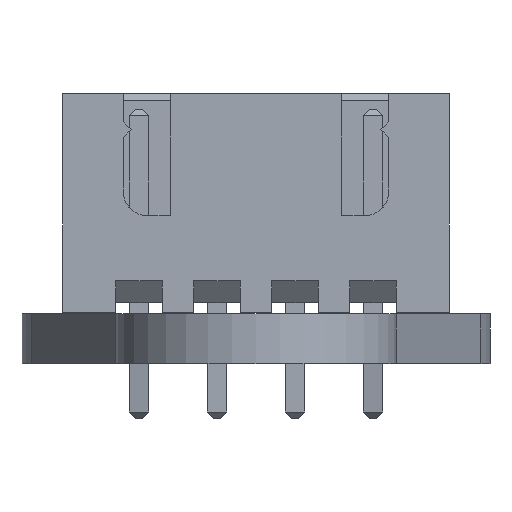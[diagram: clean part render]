
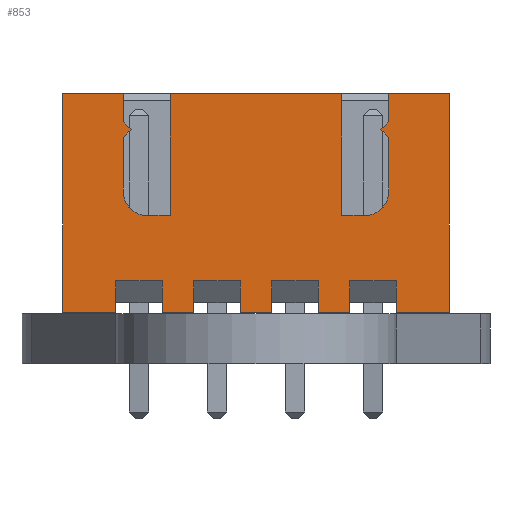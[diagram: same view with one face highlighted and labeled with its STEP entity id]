
A CAD part, front view. The second image highlights one B-rep face of the part: STEP entity #853.
In plain terms, the highlighted face is planar.
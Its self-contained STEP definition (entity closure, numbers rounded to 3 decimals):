
#202 = VERTEX_POINT('',#203);
#203 = CARTESIAN_POINT('',(-2.45,2.35,0.));
#211 = EDGE_CURVE('',#202,#212,#214,.T.);
#212 = VERTEX_POINT('',#213);
#213 = CARTESIAN_POINT('',(-2.45,2.35,7.));
#214 = LINE('',#215,#216);
#215 = CARTESIAN_POINT('',(-2.45,2.35,0.));
#216 = VECTOR('',#217,1.);
#217 = DIRECTION('',(0.,0.,1.));
#467 = VERTEX_POINT('',#468);
#468 = CARTESIAN_POINT('',(9.95,2.35,0.));
#510 = VERTEX_POINT('',#511);
#511 = CARTESIAN_POINT('',(9.95,2.35,7.));
#517 = EDGE_CURVE('',#467,#510,#518,.T.);
#518 = LINE('',#519,#520);
#519 = CARTESIAN_POINT('',(9.95,2.35,0.));
#520 = VECTOR('',#521,1.);
#521 = DIRECTION('',(0.,0.,1.));
#622 = EDGE_CURVE('',#623,#202,#625,.T.);
#623 = VERTEX_POINT('',#624);
#624 = CARTESIAN_POINT('',(-0.75,2.35,0.));
#625 = LINE('',#626,#627);
#626 = CARTESIAN_POINT('',(9.95,2.35,0.));
#627 = VECTOR('',#628,1.);
#628 = DIRECTION('',(-1.,0.,0.));
#835 = VERTEX_POINT('',#836);
#836 = CARTESIAN_POINT('',(-0.5,2.35,7.));
#842 = EDGE_CURVE('',#835,#212,#843,.T.);
#843 = LINE('',#844,#845);
#844 = CARTESIAN_POINT('',(9.95,2.35,7.));
#845 = VECTOR('',#846,1.);
#846 = DIRECTION('',(-1.,0.,0.));
#853 = ADVANCED_FACE('',(#854),#1114,.F.);
#854 = FACE_BOUND('',#855,.F.);
#855 = EDGE_LOOP('',(#856,#864,#865,#873,#881,#889,#897,#905,#914,#922,
    #930,#938,#946,#954,#963,#971,#979,#987,#993,#994,#995,#996,#1004,
    #1012,#1020,#1028,#1036,#1044,#1052,#1060,#1068,#1076,#1084,#1092,
    #1100,#1108));
#856 = ORIENTED_EDGE('',*,*,#857,.F.);
#857 = EDGE_CURVE('',#467,#858,#860,.T.);
#858 = VERTEX_POINT('',#859);
#859 = CARTESIAN_POINT('',(8.25,2.35,0.));
#860 = LINE('',#861,#862);
#861 = CARTESIAN_POINT('',(9.95,2.35,0.));
#862 = VECTOR('',#863,1.);
#863 = DIRECTION('',(-1.,0.,0.));
#864 = ORIENTED_EDGE('',*,*,#517,.T.);
#865 = ORIENTED_EDGE('',*,*,#866,.T.);
#866 = EDGE_CURVE('',#510,#867,#869,.T.);
#867 = VERTEX_POINT('',#868);
#868 = CARTESIAN_POINT('',(8.,2.35,7.));
#869 = LINE('',#870,#871);
#870 = CARTESIAN_POINT('',(9.95,2.35,7.));
#871 = VECTOR('',#872,1.);
#872 = DIRECTION('',(-1.,0.,0.));
#873 = ORIENTED_EDGE('',*,*,#874,.F.);
#874 = EDGE_CURVE('',#875,#867,#877,.T.);
#875 = VERTEX_POINT('',#876);
#876 = CARTESIAN_POINT('',(8.,2.35,6.1));
#877 = LINE('',#878,#879);
#878 = CARTESIAN_POINT('',(8.,2.35,6.1));
#879 = VECTOR('',#880,1.);
#880 = DIRECTION('',(0.,0.,1.));
#881 = ORIENTED_EDGE('',*,*,#882,.F.);
#882 = EDGE_CURVE('',#883,#875,#885,.T.);
#883 = VERTEX_POINT('',#884);
#884 = CARTESIAN_POINT('',(7.75,2.35,5.85));
#885 = LINE('',#886,#887);
#886 = CARTESIAN_POINT('',(7.75,2.35,5.85));
#887 = VECTOR('',#888,1.);
#888 = DIRECTION('',(0.707,0.,0.707)
  );
#889 = ORIENTED_EDGE('',*,*,#890,.F.);
#890 = EDGE_CURVE('',#891,#883,#893,.T.);
#891 = VERTEX_POINT('',#892);
#892 = CARTESIAN_POINT('',(8.,2.35,5.6));
#893 = LINE('',#894,#895);
#894 = CARTESIAN_POINT('',(8.,2.35,5.6));
#895 = VECTOR('',#896,1.);
#896 = DIRECTION('',(-0.707,0.,0.707)
  );
#897 = ORIENTED_EDGE('',*,*,#898,.F.);
#898 = EDGE_CURVE('',#899,#891,#901,.T.);
#899 = VERTEX_POINT('',#900);
#900 = CARTESIAN_POINT('',(8.,2.35,3.85));
#901 = LINE('',#902,#903);
#902 = CARTESIAN_POINT('',(8.,2.35,3.1));
#903 = VECTOR('',#904,1.);
#904 = DIRECTION('',(0.,0.,1.));
#905 = ORIENTED_EDGE('',*,*,#906,.F.);
#906 = EDGE_CURVE('',#907,#899,#909,.T.);
#907 = VERTEX_POINT('',#908);
#908 = CARTESIAN_POINT('',(7.25,2.35,3.1));
#909 = CIRCLE('',#910,0.75);
#910 = AXIS2_PLACEMENT_3D('',#911,#912,#913);
#911 = CARTESIAN_POINT('',(7.25,2.35,3.85));
#912 = DIRECTION('',(0.,-1.,0.));
#913 = DIRECTION('',(0.,0.,1.));
#914 = ORIENTED_EDGE('',*,*,#915,.F.);
#915 = EDGE_CURVE('',#916,#907,#918,.T.);
#916 = VERTEX_POINT('',#917);
#917 = CARTESIAN_POINT('',(6.5,2.35,3.1));
#918 = LINE('',#919,#920);
#919 = CARTESIAN_POINT('',(6.5,2.35,3.1));
#920 = VECTOR('',#921,1.);
#921 = DIRECTION('',(1.,0.,0.));
#922 = ORIENTED_EDGE('',*,*,#923,.F.);
#923 = EDGE_CURVE('',#924,#916,#926,.T.);
#924 = VERTEX_POINT('',#925);
#925 = CARTESIAN_POINT('',(6.5,2.35,7.));
#926 = LINE('',#927,#928);
#927 = CARTESIAN_POINT('',(6.5,2.35,7.));
#928 = VECTOR('',#929,1.);
#929 = DIRECTION('',(-0.,0.,-1.));
#930 = ORIENTED_EDGE('',*,*,#931,.T.);
#931 = EDGE_CURVE('',#924,#932,#934,.T.);
#932 = VERTEX_POINT('',#933);
#933 = CARTESIAN_POINT('',(1.,2.35,7.));
#934 = LINE('',#935,#936);
#935 = CARTESIAN_POINT('',(9.95,2.35,7.));
#936 = VECTOR('',#937,1.);
#937 = DIRECTION('',(-1.,0.,0.));
#938 = ORIENTED_EDGE('',*,*,#939,.T.);
#939 = EDGE_CURVE('',#932,#940,#942,.T.);
#940 = VERTEX_POINT('',#941);
#941 = CARTESIAN_POINT('',(1.,2.35,3.1));
#942 = LINE('',#943,#944);
#943 = CARTESIAN_POINT('',(1.,2.35,7.));
#944 = VECTOR('',#945,1.);
#945 = DIRECTION('',(-0.,0.,-1.));
#946 = ORIENTED_EDGE('',*,*,#947,.T.);
#947 = EDGE_CURVE('',#940,#948,#950,.T.);
#948 = VERTEX_POINT('',#949);
#949 = CARTESIAN_POINT('',(0.25,2.35,3.1));
#950 = LINE('',#951,#952);
#951 = CARTESIAN_POINT('',(1.,2.35,3.1));
#952 = VECTOR('',#953,1.);
#953 = DIRECTION('',(-1.,0.,0.));
#954 = ORIENTED_EDGE('',*,*,#955,.T.);
#955 = EDGE_CURVE('',#948,#956,#958,.T.);
#956 = VERTEX_POINT('',#957);
#957 = CARTESIAN_POINT('',(-0.5,2.35,3.85));
#958 = CIRCLE('',#959,0.75);
#959 = AXIS2_PLACEMENT_3D('',#960,#961,#962);
#960 = CARTESIAN_POINT('',(0.25,2.35,3.85));
#961 = DIRECTION('',(0.,1.,-0.));
#962 = DIRECTION('',(0.,0.,1.));
#963 = ORIENTED_EDGE('',*,*,#964,.T.);
#964 = EDGE_CURVE('',#956,#965,#967,.T.);
#965 = VERTEX_POINT('',#966);
#966 = CARTESIAN_POINT('',(-0.5,2.35,5.6));
#967 = LINE('',#968,#969);
#968 = CARTESIAN_POINT('',(-0.5,2.35,3.1));
#969 = VECTOR('',#970,1.);
#970 = DIRECTION('',(0.,0.,1.));
#971 = ORIENTED_EDGE('',*,*,#972,.T.);
#972 = EDGE_CURVE('',#965,#973,#975,.T.);
#973 = VERTEX_POINT('',#974);
#974 = CARTESIAN_POINT('',(-0.25,2.35,5.85));
#975 = LINE('',#976,#977);
#976 = CARTESIAN_POINT('',(-0.5,2.35,5.6));
#977 = VECTOR('',#978,1.);
#978 = DIRECTION('',(0.707,0.,0.707)
  );
#979 = ORIENTED_EDGE('',*,*,#980,.T.);
#980 = EDGE_CURVE('',#973,#981,#983,.T.);
#981 = VERTEX_POINT('',#982);
#982 = CARTESIAN_POINT('',(-0.5,2.35,6.1));
#983 = LINE('',#984,#985);
#984 = CARTESIAN_POINT('',(-0.25,2.35,5.85));
#985 = VECTOR('',#986,1.);
#986 = DIRECTION('',(-0.707,0.,0.707)
  );
#987 = ORIENTED_EDGE('',*,*,#988,.T.);
#988 = EDGE_CURVE('',#981,#835,#989,.T.);
#989 = LINE('',#990,#991);
#990 = CARTESIAN_POINT('',(-0.5,2.35,6.1));
#991 = VECTOR('',#992,1.);
#992 = DIRECTION('',(0.,0.,1.));
#993 = ORIENTED_EDGE('',*,*,#842,.T.);
#994 = ORIENTED_EDGE('',*,*,#211,.F.);
#995 = ORIENTED_EDGE('',*,*,#622,.F.);
#996 = ORIENTED_EDGE('',*,*,#997,.T.);
#997 = EDGE_CURVE('',#623,#998,#1000,.T.);
#998 = VERTEX_POINT('',#999);
#999 = CARTESIAN_POINT('',(-0.75,2.35,1.));
#1000 = LINE('',#1001,#1002);
#1001 = CARTESIAN_POINT('',(-0.75,2.35,0.));
#1002 = VECTOR('',#1003,1.);
#1003 = DIRECTION('',(0.,0.,1.));
#1004 = ORIENTED_EDGE('',*,*,#1005,.F.);
#1005 = EDGE_CURVE('',#1006,#998,#1008,.T.);
#1006 = VERTEX_POINT('',#1007);
#1007 = CARTESIAN_POINT('',(0.75,2.35,1.));
#1008 = LINE('',#1009,#1010);
#1009 = CARTESIAN_POINT('',(0.75,2.35,1.));
#1010 = VECTOR('',#1011,1.);
#1011 = DIRECTION('',(-1.,0.,0.));
#1012 = ORIENTED_EDGE('',*,*,#1013,.F.);
#1013 = EDGE_CURVE('',#1014,#1006,#1016,.T.);
#1014 = VERTEX_POINT('',#1015);
#1015 = CARTESIAN_POINT('',(0.75,2.35,0.));
#1016 = LINE('',#1017,#1018);
#1017 = CARTESIAN_POINT('',(0.75,2.35,0.));
#1018 = VECTOR('',#1019,1.);
#1019 = DIRECTION('',(0.,0.,1.));
#1020 = ORIENTED_EDGE('',*,*,#1021,.F.);
#1021 = EDGE_CURVE('',#1022,#1014,#1024,.T.);
#1022 = VERTEX_POINT('',#1023);
#1023 = CARTESIAN_POINT('',(1.75,2.35,0.));
#1024 = LINE('',#1025,#1026);
#1025 = CARTESIAN_POINT('',(9.95,2.35,0.));
#1026 = VECTOR('',#1027,1.);
#1027 = DIRECTION('',(-1.,0.,0.));
#1028 = ORIENTED_EDGE('',*,*,#1029,.T.);
#1029 = EDGE_CURVE('',#1022,#1030,#1032,.T.);
#1030 = VERTEX_POINT('',#1031);
#1031 = CARTESIAN_POINT('',(1.75,2.35,1.));
#1032 = LINE('',#1033,#1034);
#1033 = CARTESIAN_POINT('',(1.75,2.35,0.));
#1034 = VECTOR('',#1035,1.);
#1035 = DIRECTION('',(0.,0.,1.));
#1036 = ORIENTED_EDGE('',*,*,#1037,.F.);
#1037 = EDGE_CURVE('',#1038,#1030,#1040,.T.);
#1038 = VERTEX_POINT('',#1039);
#1039 = CARTESIAN_POINT('',(3.25,2.35,1.));
#1040 = LINE('',#1041,#1042);
#1041 = CARTESIAN_POINT('',(3.25,2.35,1.));
#1042 = VECTOR('',#1043,1.);
#1043 = DIRECTION('',(-1.,0.,0.));
#1044 = ORIENTED_EDGE('',*,*,#1045,.F.);
#1045 = EDGE_CURVE('',#1046,#1038,#1048,.T.);
#1046 = VERTEX_POINT('',#1047);
#1047 = CARTESIAN_POINT('',(3.25,2.35,0.));
#1048 = LINE('',#1049,#1050);
#1049 = CARTESIAN_POINT('',(3.25,2.35,0.));
#1050 = VECTOR('',#1051,1.);
#1051 = DIRECTION('',(0.,0.,1.));
#1052 = ORIENTED_EDGE('',*,*,#1053,.F.);
#1053 = EDGE_CURVE('',#1054,#1046,#1056,.T.);
#1054 = VERTEX_POINT('',#1055);
#1055 = CARTESIAN_POINT('',(4.25,2.35,0.));
#1056 = LINE('',#1057,#1058);
#1057 = CARTESIAN_POINT('',(9.95,2.35,0.));
#1058 = VECTOR('',#1059,1.);
#1059 = DIRECTION('',(-1.,0.,0.));
#1060 = ORIENTED_EDGE('',*,*,#1061,.T.);
#1061 = EDGE_CURVE('',#1054,#1062,#1064,.T.);
#1062 = VERTEX_POINT('',#1063);
#1063 = CARTESIAN_POINT('',(4.25,2.35,1.));
#1064 = LINE('',#1065,#1066);
#1065 = CARTESIAN_POINT('',(4.25,2.35,0.));
#1066 = VECTOR('',#1067,1.);
#1067 = DIRECTION('',(0.,0.,1.));
#1068 = ORIENTED_EDGE('',*,*,#1069,.F.);
#1069 = EDGE_CURVE('',#1070,#1062,#1072,.T.);
#1070 = VERTEX_POINT('',#1071);
#1071 = CARTESIAN_POINT('',(5.75,2.35,1.));
#1072 = LINE('',#1073,#1074);
#1073 = CARTESIAN_POINT('',(5.75,2.35,1.));
#1074 = VECTOR('',#1075,1.);
#1075 = DIRECTION('',(-1.,0.,0.));
#1076 = ORIENTED_EDGE('',*,*,#1077,.F.);
#1077 = EDGE_CURVE('',#1078,#1070,#1080,.T.);
#1078 = VERTEX_POINT('',#1079);
#1079 = CARTESIAN_POINT('',(5.75,2.35,0.));
#1080 = LINE('',#1081,#1082);
#1081 = CARTESIAN_POINT('',(5.75,2.35,0.));
#1082 = VECTOR('',#1083,1.);
#1083 = DIRECTION('',(0.,0.,1.));
#1084 = ORIENTED_EDGE('',*,*,#1085,.F.);
#1085 = EDGE_CURVE('',#1086,#1078,#1088,.T.);
#1086 = VERTEX_POINT('',#1087);
#1087 = CARTESIAN_POINT('',(6.75,2.35,0.));
#1088 = LINE('',#1089,#1090);
#1089 = CARTESIAN_POINT('',(9.95,2.35,0.));
#1090 = VECTOR('',#1091,1.);
#1091 = DIRECTION('',(-1.,0.,0.));
#1092 = ORIENTED_EDGE('',*,*,#1093,.T.);
#1093 = EDGE_CURVE('',#1086,#1094,#1096,.T.);
#1094 = VERTEX_POINT('',#1095);
#1095 = CARTESIAN_POINT('',(6.75,2.35,1.));
#1096 = LINE('',#1097,#1098);
#1097 = CARTESIAN_POINT('',(6.75,2.35,0.));
#1098 = VECTOR('',#1099,1.);
#1099 = DIRECTION('',(0.,0.,1.));
#1100 = ORIENTED_EDGE('',*,*,#1101,.F.);
#1101 = EDGE_CURVE('',#1102,#1094,#1104,.T.);
#1102 = VERTEX_POINT('',#1103);
#1103 = CARTESIAN_POINT('',(8.25,2.35,1.));
#1104 = LINE('',#1105,#1106);
#1105 = CARTESIAN_POINT('',(8.25,2.35,1.));
#1106 = VECTOR('',#1107,1.);
#1107 = DIRECTION('',(-1.,0.,0.));
#1108 = ORIENTED_EDGE('',*,*,#1109,.F.);
#1109 = EDGE_CURVE('',#858,#1102,#1110,.T.);
#1110 = LINE('',#1111,#1112);
#1111 = CARTESIAN_POINT('',(8.25,2.35,0.));
#1112 = VECTOR('',#1113,1.);
#1113 = DIRECTION('',(0.,0.,1.));
#1114 = PLANE('',#1115);
#1115 = AXIS2_PLACEMENT_3D('',#1116,#1117,#1118);
#1116 = CARTESIAN_POINT('',(9.95,2.35,0.));
#1117 = DIRECTION('',(0.,-1.,0.));
#1118 = DIRECTION('',(-1.,0.,0.));
